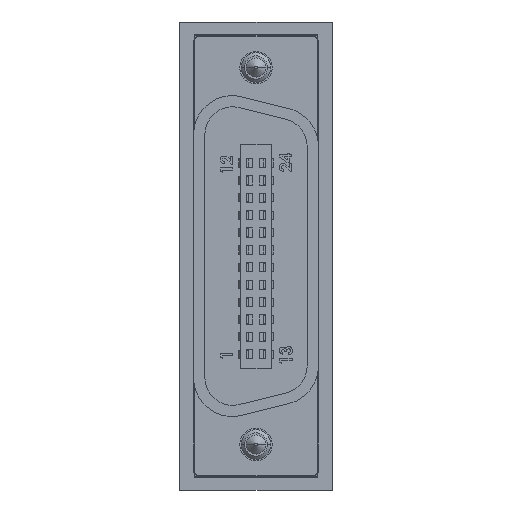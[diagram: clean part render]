
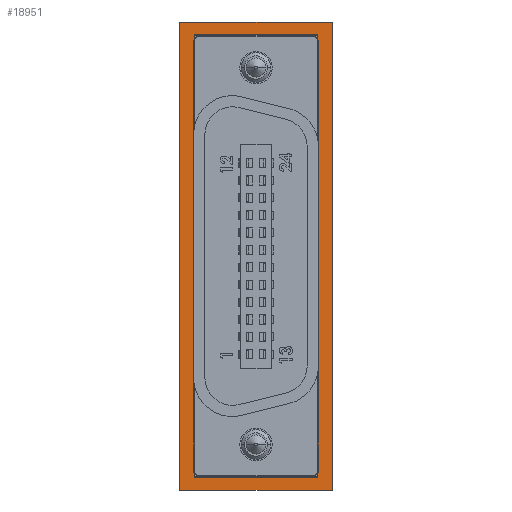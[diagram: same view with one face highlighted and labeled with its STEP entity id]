
A CAD part, left-side view. The second image highlights one B-rep face of the part: STEP entity #18951.
In plain terms, the highlighted face is planar.
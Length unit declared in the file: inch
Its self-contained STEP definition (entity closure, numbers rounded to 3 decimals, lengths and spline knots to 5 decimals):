
#1135 = LINE ( 'NONE', #46379, #32073 ) ;
#2660 = VERTEX_POINT ( 'NONE', #42815 ) ;
#3681 = ORIENTED_EDGE ( 'NONE', *, *, #39375, .F. ) ;
#4887 = DIRECTION ( 'NONE',  ( 1., 0., 0. ) ) ;
#5245 = ORIENTED_EDGE ( 'NONE', *, *, #31230, .T. ) ;
#5405 = LINE ( 'NONE', #45053, #26337 ) ;
#5576 = EDGE_CURVE ( 'NONE', #19735, #20243, #6164, .T. ) ;
#6164 = LINE ( 'NONE', #6683, #35754 ) ;
#6683 = CARTESIAN_POINT ( 'NONE',  ( 1.144, 0.372, 0.625 ) ) ;
#7498 = ORIENTED_EDGE ( 'NONE', *, *, #46804, .T. ) ;
#8093 = LINE ( 'NONE', #35848, #15019 ) ;
#8418 = ORIENTED_EDGE ( 'NONE', *, *, #8915, .T. ) ;
#8915 = EDGE_CURVE ( 'NONE', #49727, #39553, #8093, .T. ) ;
#9613 = EDGE_LOOP ( 'NONE', ( #30301, #3681, #41610, #5245 ) ) ;
#9965 = CARTESIAN_POINT ( 'NONE',  ( 1.144, 0.372, 0.625 ) ) ;
#10901 = ORIENTED_EDGE ( 'NONE', *, *, #29929, .T. ) ;
#15019 = VECTOR ( 'NONE', #51959, 39.37008 ) ;
#16048 = EDGE_CURVE ( 'NONE', #40976, #47564, #5405, .T. ) ;
#16070 = CARTESIAN_POINT ( 'NONE',  ( -1.082, 0.372, 0.625 ) ) ;
#16986 = CARTESIAN_POINT ( 'NONE',  ( -1.082, 0.302, 0.625 ) ) ;
#17172 = VECTOR ( 'NONE', #4887, 39.37008 ) ;
#17610 = LINE ( 'NONE', #49295, #38923 ) ;
#17782 = LINE ( 'NONE', #45386, #17172 ) ;
#18512 = ORIENTED_EDGE ( 'NONE', *, *, #42025, .T. ) ;
#18936 = DIRECTION ( 'NONE',  ( -1., 0., 0. ) ) ;
#18951 = ADVANCED_FACE ( 'NONE', ( #33765, #36246 ), #31403, .F. ) ;
#19454 = CARTESIAN_POINT ( 'NONE',  ( -0.9175, 0.372, 0.625 ) ) ;
#19735 = VERTEX_POINT ( 'NONE', #32730 ) ;
#20243 = VERTEX_POINT ( 'NONE', #9965 ) ;
#21431 = DIRECTION ( 'NONE',  ( 1., 0., 0. ) ) ;
#22520 = DIRECTION ( 'NONE',  ( -1., 0., 0. ) ) ;
#24340 = EDGE_LOOP ( 'NONE', ( #18512, #7498, #8418, #10901 ) ) ;
#26337 = VECTOR ( 'NONE', #37329, 39.37008 ) ;
#26417 = VERTEX_POINT ( 'NONE', #16986 ) ;
#28707 = LINE ( 'NONE', #16070, #49343 ) ;
#29619 = CARTESIAN_POINT ( 'NONE',  ( -1.144, -0.372, 0.625 ) ) ;
#29929 = EDGE_CURVE ( 'NONE', #39553, #2660, #1135, .T. ) ;
#30301 = ORIENTED_EDGE ( 'NONE', *, *, #5576, .T. ) ;
#31230 = EDGE_CURVE ( 'NONE', #47564, #19735, #47475, .T. ) ;
#31403 = PLANE ( 'NONE',  #46600 ) ;
#32073 = VECTOR ( 'NONE', #22520, 39.37008 ) ;
#32238 = DIRECTION ( 'NONE',  ( 0., 1., 0. ) ) ;
#32730 = CARTESIAN_POINT ( 'NONE',  ( 1.144, -0.372, 0.625 ) ) ;
#33765 = FACE_BOUND ( 'NONE', #24340, .T. ) ;
#34160 = CARTESIAN_POINT ( 'NONE',  ( 1.082, -0.302, 0.625 ) ) ;
#34713 = DIRECTION ( 'NONE',  ( 0., 0., -1. ) ) ;
#35754 = VECTOR ( 'NONE', #43588, 39.37008 ) ;
#35848 = CARTESIAN_POINT ( 'NONE',  ( 1.082, 0.372, 0.625 ) ) ;
#36246 = FACE_OUTER_BOUND ( 'NONE', #9613, .T. ) ;
#37329 = DIRECTION ( 'NONE',  ( 0., -1., 0. ) ) ;
#38923 = VECTOR ( 'NONE', #21431, 39.37008 ) ;
#39375 = EDGE_CURVE ( 'NONE', #40976, #20243, #17782, .T. ) ;
#39553 = VERTEX_POINT ( 'NONE', #34160 ) ;
#39959 = DIRECTION ( 'NONE',  ( 1., 0., 0. ) ) ;
#40976 = VERTEX_POINT ( 'NONE', #47790 ) ;
#41610 = ORIENTED_EDGE ( 'NONE', *, *, #16048, .T. ) ;
#42025 = EDGE_CURVE ( 'NONE', #2660, #26417, #28707, .T. ) ;
#42241 = CARTESIAN_POINT ( 'NONE',  ( 1.082, 0.302, 0.625 ) ) ;
#42815 = CARTESIAN_POINT ( 'NONE',  ( -1.082, -0.302, 0.625 ) ) ;
#43588 = DIRECTION ( 'NONE',  ( 0., 1., 0. ) ) ;
#43644 = VECTOR ( 'NONE', #39959, 39.37008 ) ;
#45053 = CARTESIAN_POINT ( 'NONE',  ( -1.144, 0.372, 0.625 ) ) ;
#45386 = CARTESIAN_POINT ( 'NONE',  ( -0.9175, 0.372, 0.625 ) ) ;
#46379 = CARTESIAN_POINT ( 'NONE',  ( -0.9175, -0.302, 0.625 ) ) ;
#46600 = AXIS2_PLACEMENT_3D ( 'NONE', #19454, #34713, #18936 ) ;
#46804 = EDGE_CURVE ( 'NONE', #26417, #49727, #17610, .T. ) ;
#47475 = LINE ( 'NONE', #48057, #43644 ) ;
#47564 = VERTEX_POINT ( 'NONE', #29619 ) ;
#47790 = CARTESIAN_POINT ( 'NONE',  ( -1.144, 0.372, 0.625 ) ) ;
#48057 = CARTESIAN_POINT ( 'NONE',  ( -0.9175, -0.372, 0.625 ) ) ;
#49295 = CARTESIAN_POINT ( 'NONE',  ( -0.9175, 0.302, 0.625 ) ) ;
#49343 = VECTOR ( 'NONE', #32238, 39.37008 ) ;
#49727 = VERTEX_POINT ( 'NONE', #42241 ) ;
#51959 = DIRECTION ( 'NONE',  ( 0., -1., 0. ) ) ;
